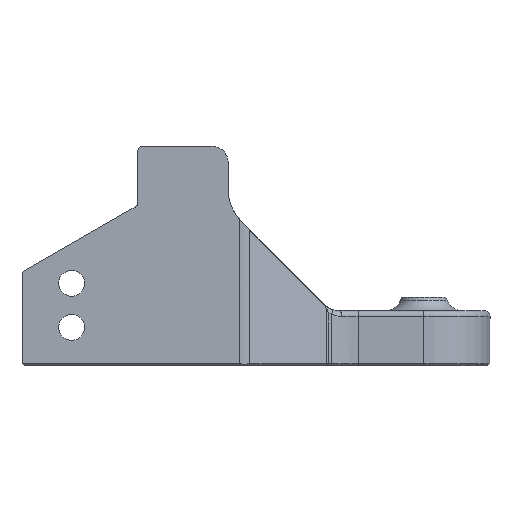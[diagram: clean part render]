
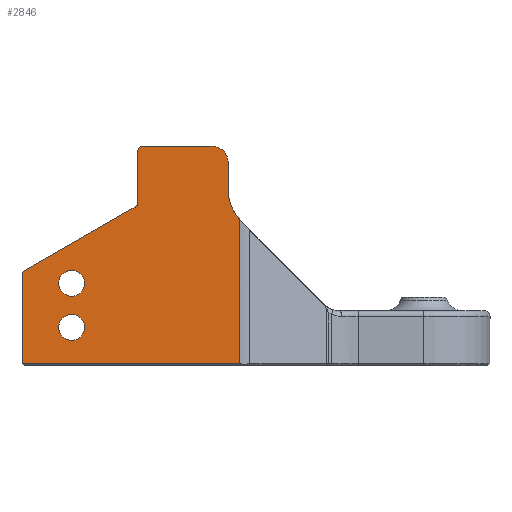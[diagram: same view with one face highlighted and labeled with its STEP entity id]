
A CAD part, left-side view. The second image highlights one B-rep face of the part: STEP entity #2846.
In plain terms, the highlighted planar face has unit normal (-1, 0, 0).
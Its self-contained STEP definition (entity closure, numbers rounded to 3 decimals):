
#23=FACE_BOUND('',#457,.T.);
#24=FACE_BOUND('',#458,.T.);
#63=CIRCLE('',#3021,8.);
#74=CIRCLE('',#3061,3.);
#75=CIRCLE('',#3062,1.);
#76=CIRCLE('',#3063,1.);
#77=CIRCLE('',#3064,1.);
#78=CIRCLE('',#3065,2.35);
#79=CIRCLE('',#3066,2.35);
#196=PLANE('',#3060);
#289=FACE_OUTER_BOUND('',#456,.T.);
#456=EDGE_LOOP('',(#2062,#2063,#2064,#2065,#2066,#2067,#2068,#2069,#2070,
#2071,#2072,#2073));
#457=EDGE_LOOP('',(#2074));
#458=EDGE_LOOP('',(#2075));
#679=LINE('',#4755,#906);
#683=LINE('',#4785,#910);
#686=LINE('',#4791,#913);
#687=LINE('',#4795,#914);
#688=LINE('',#4799,#915);
#689=LINE('',#4803,#916);
#690=LINE('',#4806,#917);
#906=VECTOR('',#3440,10.);
#910=VECTOR('',#3452,10.);
#913=VECTOR('',#3457,10.);
#914=VECTOR('',#3460,10.);
#915=VECTOR('',#3463,10.);
#916=VECTOR('',#3466,10.);
#917=VECTOR('',#3469,10.);
#1204=VERTEX_POINT('',#4475);
#1205=VERTEX_POINT('',#4477);
#1261=VERTEX_POINT('',#4754);
#1264=VERTEX_POINT('',#4784);
#1266=VERTEX_POINT('',#4790);
#1267=VERTEX_POINT('',#4792);
#1268=VERTEX_POINT('',#4794);
#1269=VERTEX_POINT('',#4796);
#1270=VERTEX_POINT('',#4798);
#1271=VERTEX_POINT('',#4800);
#1272=VERTEX_POINT('',#4802);
#1273=VERTEX_POINT('',#4804);
#1274=VERTEX_POINT('',#4807);
#1275=VERTEX_POINT('',#4809);
#1490=EDGE_CURVE('',#1205,#1204,#63,.T.);
#1561=EDGE_CURVE('',#1205,#1261,#679,.T.);
#1568=EDGE_CURVE('',#1261,#1264,#683,.T.);
#1571=EDGE_CURVE('',#1204,#1266,#686,.T.);
#1572=EDGE_CURVE('',#1266,#1267,#74,.T.);
#1573=EDGE_CURVE('',#1268,#1267,#687,.T.);
#1574=EDGE_CURVE('',#1268,#1269,#75,.T.);
#1575=EDGE_CURVE('',#1269,#1270,#688,.T.);
#1576=EDGE_CURVE('',#1270,#1271,#76,.T.);
#1577=EDGE_CURVE('',#1271,#1272,#689,.T.);
#1578=EDGE_CURVE('',#1272,#1273,#77,.T.);
#1579=EDGE_CURVE('',#1273,#1264,#690,.T.);
#1580=EDGE_CURVE('',#1274,#1274,#78,.T.);
#1581=EDGE_CURVE('',#1275,#1275,#79,.T.);
#2062=ORIENTED_EDGE('',*,*,#1561,.F.);
#2063=ORIENTED_EDGE('',*,*,#1490,.T.);
#2064=ORIENTED_EDGE('',*,*,#1571,.T.);
#2065=ORIENTED_EDGE('',*,*,#1572,.T.);
#2066=ORIENTED_EDGE('',*,*,#1573,.F.);
#2067=ORIENTED_EDGE('',*,*,#1574,.T.);
#2068=ORIENTED_EDGE('',*,*,#1575,.T.);
#2069=ORIENTED_EDGE('',*,*,#1576,.T.);
#2070=ORIENTED_EDGE('',*,*,#1577,.T.);
#2071=ORIENTED_EDGE('',*,*,#1578,.T.);
#2072=ORIENTED_EDGE('',*,*,#1579,.T.);
#2073=ORIENTED_EDGE('',*,*,#1568,.F.);
#2074=ORIENTED_EDGE('',*,*,#1580,.T.);
#2075=ORIENTED_EDGE('',*,*,#1581,.T.);
#2846=ADVANCED_FACE('',(#289,#23,#24),#196,.F.);
#3021=AXIS2_PLACEMENT_3D('',#4478,#3341,#3342);
#3060=AXIS2_PLACEMENT_3D('',#4789,#3455,#3456);
#3061=AXIS2_PLACEMENT_3D('',#4793,#3458,#3459);
#3062=AXIS2_PLACEMENT_3D('',#4797,#3461,#3462);
#3063=AXIS2_PLACEMENT_3D('',#4801,#3464,#3465);
#3064=AXIS2_PLACEMENT_3D('',#4805,#3467,#3468);
#3065=AXIS2_PLACEMENT_3D('',#4808,#3470,#3471);
#3066=AXIS2_PLACEMENT_3D('',#4810,#3472,#3473);
#3341=DIRECTION('center_axis',(1.,0.,0.));
#3342=DIRECTION('ref_axis',(0.,0.924,-0.383));
#3440=DIRECTION('',(0.,0.,-1.));
#3452=DIRECTION('',(0.,1.,0.));
#3455=DIRECTION('center_axis',(1.,0.,0.));
#3456=DIRECTION('ref_axis',(0.,1.,0.));
#3457=DIRECTION('',(0.,0.,1.));
#3458=DIRECTION('center_axis',(-1.,0.,0.));
#3459=DIRECTION('ref_axis',(0.,-0.707,0.707));
#3460=DIRECTION('',(0.,-1.,0.));
#3461=DIRECTION('center_axis',(-1.,0.,0.));
#3462=DIRECTION('ref_axis',(0.,1.,0.));
#3463=DIRECTION('',(0.,0.,-1.));
#3464=DIRECTION('center_axis',(1.,0.,0.));
#3465=DIRECTION('ref_axis',(0.,-1.,0.));
#3466=DIRECTION('',(0.,0.866,-0.5));
#3467=DIRECTION('center_axis',(-1.,0.,0.));
#3468=DIRECTION('ref_axis',(0.,1.,0.));
#3469=DIRECTION('',(0.,0.,-1.));
#3470=DIRECTION('center_axis',(1.,0.,0.));
#3471=DIRECTION('ref_axis',(0.,-1.,0.));
#3472=DIRECTION('center_axis',(1.,0.,0.));
#3473=DIRECTION('ref_axis',(0.,-1.,0.));
#4475=CARTESIAN_POINT('',(57.8,83.19,-320.313));
#4477=CARTESIAN_POINT('',(57.8,81.103,-325.702));
#4478=CARTESIAN_POINT('Origin',(57.8,75.19,-320.313));
#4754=CARTESIAN_POINT('',(57.8,81.103,-351.827));
#4755=CARTESIAN_POINT('',(57.8,81.103,-342.052));
#4784=CARTESIAN_POINT('',(57.8,120.588,-351.827));
#4785=CARTESIAN_POINT('',(57.8,88.141,-351.827));
#4789=CARTESIAN_POINT('Origin',(57.8,104.593,-332.277));
#4790=CARTESIAN_POINT('',(57.8,83.19,-315.327));
#4791=CARTESIAN_POINT('',(57.8,83.19,-323.802));
#4792=CARTESIAN_POINT('',(57.8,86.19,-312.327));
#4793=CARTESIAN_POINT('Origin',(57.8,86.19,-315.327));
#4794=CARTESIAN_POINT('',(57.8,98.588,-312.327));
#4795=CARTESIAN_POINT('',(57.8,88.597,-312.327));
#4796=CARTESIAN_POINT('',(57.8,99.588,-313.327));
#4797=CARTESIAN_POINT('Origin',(57.8,98.588,-313.327));
#4798=CARTESIAN_POINT('',(57.8,99.588,-322.525));
#4799=CARTESIAN_POINT('',(57.8,99.588,-322.525));
#4800=CARTESIAN_POINT('',(57.8,100.088,-323.391));
#4801=CARTESIAN_POINT('Origin',(57.8,100.588,-322.525));
#4802=CARTESIAN_POINT('',(57.8,120.088,-334.938));
#4803=CARTESIAN_POINT('',(57.8,120.088,-334.938));
#4804=CARTESIAN_POINT('',(57.8,120.588,-335.804));
#4805=CARTESIAN_POINT('Origin',(57.8,119.588,-335.804));
#4806=CARTESIAN_POINT('',(57.8,120.588,-351.827));
#4807=CARTESIAN_POINT('',(57.8,109.238,-337.227));
#4808=CARTESIAN_POINT('Origin',(57.8,111.588,-337.227));
#4809=CARTESIAN_POINT('',(57.8,109.238,-345.227));
#4810=CARTESIAN_POINT('Origin',(57.8,111.588,-345.227));
